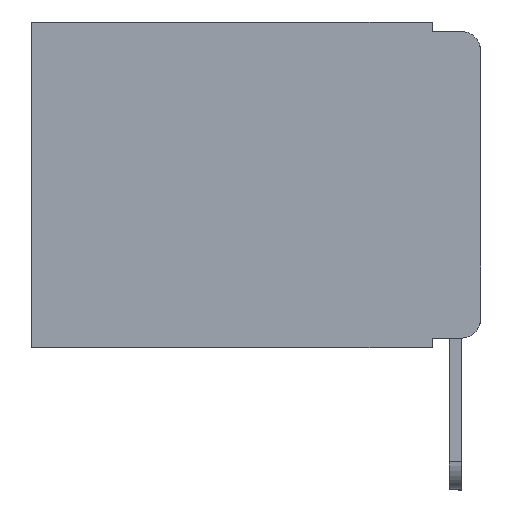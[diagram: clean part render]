
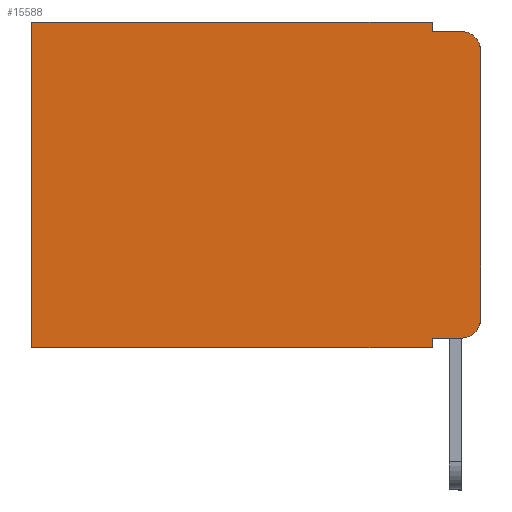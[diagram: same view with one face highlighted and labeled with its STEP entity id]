
A CAD part, left-side view. The second image highlights one B-rep face of the part: STEP entity #15588.
In plain terms, the highlighted planar face has unit normal (-1, 0, 0).
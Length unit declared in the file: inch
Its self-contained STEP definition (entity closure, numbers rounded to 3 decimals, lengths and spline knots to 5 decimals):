
#66 = ORIENTED_EDGE ( 'NONE', *, *, #13483, .T. ) ;
#120 = VECTOR ( 'NONE', #17152, 39.37008 ) ;
#128 = DIRECTION ( 'NONE',  ( -1., 0., 0. ) ) ;
#333 = VECTOR ( 'NONE', #6216, 39.37008 ) ;
#785 = CARTESIAN_POINT ( 'NONE',  ( 0.298, 0., 0. ) ) ;
#808 = CARTESIAN_POINT ( 'NONE',  ( 0.298, 0.02, -0.01 ) ) ;
#1308 = CARTESIAN_POINT ( 'NONE',  ( 0.298, 0.051, -0.01 ) ) ;
#1496 = DIRECTION ( 'NONE',  ( 0., 0., -1. ) ) ;
#1632 = CARTESIAN_POINT ( 'NONE',  ( 0.298, 0.02, -0.03 ) ) ;
#1656 = LINE ( 'NONE', #3377, #18742 ) ;
#1733 = DIRECTION ( 'NONE',  ( 0., 0., -1. ) ) ;
#2100 = CARTESIAN_POINT ( 'NONE',  ( 0.298, 0., -0.03 ) ) ;
#2141 = CARTESIAN_POINT ( 'NONE',  ( 0.298, 0.051, -0.333 ) ) ;
#2183 = LINE ( 'NONE', #785, #3390 ) ;
#2442 = EDGE_CURVE ( 'NONE', #4525, #7334, #6201, .T. ) ;
#2862 = LINE ( 'NONE', #9547, #333 ) ;
#3377 = CARTESIAN_POINT ( 'NONE',  ( 0.298, 0., -0.343 ) ) ;
#3390 = VECTOR ( 'NONE', #20607, 39.37008 ) ;
#3415 = VERTEX_POINT ( 'NONE', #2100 ) ;
#3730 = ORIENTED_EDGE ( 'NONE', *, *, #4659, .F. ) ;
#3953 = CARTESIAN_POINT ( 'NONE',  ( 0.298, 0., 0. ) ) ;
#4056 = CARTESIAN_POINT ( 'NONE',  ( 0.298, 0.051, -0.343 ) ) ;
#4451 = VECTOR ( 'NONE', #17876, 39.37008 ) ;
#4525 = VERTEX_POINT ( 'NONE', #14165 ) ;
#4659 = EDGE_CURVE ( 'NONE', #10751, #19300, #1656, .T. ) ;
#5008 = CARTESIAN_POINT ( 'NONE',  ( 0.298, 0.051, 0. ) ) ;
#5214 = CARTESIAN_POINT ( 'NONE',  ( 0.298, 0.473, 0. ) ) ;
#5253 = EDGE_CURVE ( 'NONE', #15854, #11778, #16812, .T. ) ;
#5697 = VECTOR ( 'NONE', #18625, 39.37008 ) ;
#6201 = CIRCLE ( 'NONE', #15128, 0.02 ) ;
#6216 = DIRECTION ( 'NONE',  ( 0., -1., 0. ) ) ;
#6460 = EDGE_CURVE ( 'NONE', #3415, #17082, #19506, .T. ) ;
#7071 = DIRECTION ( 'NONE',  ( 0., 1., 0. ) ) ;
#7334 = VERTEX_POINT ( 'NONE', #19975 ) ;
#7631 = ORIENTED_EDGE ( 'NONE', *, *, #5253, .F. ) ;
#8083 = AXIS2_PLACEMENT_3D ( 'NONE', #20527, #10630, #15374 ) ;
#8084 = ORIENTED_EDGE ( 'NONE', *, *, #18799, .F. ) ;
#8086 = EDGE_CURVE ( 'NONE', #13811, #10751, #13123, .T. ) ;
#8275 = CARTESIAN_POINT ( 'NONE',  ( 0.298, 0.051, 0. ) ) ;
#8600 = LINE ( 'NONE', #3953, #10250 ) ;
#8912 = EDGE_CURVE ( 'NONE', #15854, #12821, #8600, .T. ) ;
#9390 = ORIENTED_EDGE ( 'NONE', *, *, #19816, .T. ) ;
#9547 = CARTESIAN_POINT ( 'NONE',  ( 0.298, 0.051, -0.333 ) ) ;
#10215 = ORIENTED_EDGE ( 'NONE', *, *, #8912, .T. ) ;
#10250 = VECTOR ( 'NONE', #7071, 39.37008 ) ;
#10630 = DIRECTION ( 'NONE',  ( 1., 0., 0. ) ) ;
#10751 = VERTEX_POINT ( 'NONE', #4056 ) ;
#11447 = EDGE_LOOP ( 'NONE', ( #8084, #16450, #16035, #7631, #10215, #66, #3730, #18637, #9390, #18401 ) ) ;
#11778 = VERTEX_POINT ( 'NONE', #1308 ) ;
#11972 = LINE ( 'NONE', #15304, #120 ) ;
#12056 = CARTESIAN_POINT ( 'NONE',  ( 0.298, 0.051, 0. ) ) ;
#12236 = PLANE ( 'NONE',  #8083 ) ;
#12821 = VERTEX_POINT ( 'NONE', #5214 ) ;
#12847 = DIRECTION ( 'NONE',  ( 0., 0., -1. ) ) ;
#12983 = AXIS2_PLACEMENT_3D ( 'NONE', #1632, #14783, #1733 ) ;
#13016 = CARTESIAN_POINT ( 'NONE',  ( 0.298, 0.473, -0.343 ) ) ;
#13071 = DIRECTION ( 'NONE',  ( 0., 1., 0. ) ) ;
#13123 = LINE ( 'NONE', #8275, #20534 ) ;
#13483 = EDGE_CURVE ( 'NONE', #12821, #19300, #11972, .T. ) ;
#13811 = VERTEX_POINT ( 'NONE', #2141 ) ;
#14165 = CARTESIAN_POINT ( 'NONE',  ( 0.298, 0.02, -0.333 ) ) ;
#14783 = DIRECTION ( 'NONE',  ( -1., 0., 0. ) ) ;
#14886 = CARTESIAN_POINT ( 'NONE',  ( 0.298, 0.02, -0.313 ) ) ;
#15128 = AXIS2_PLACEMENT_3D ( 'NONE', #14886, #128, #12847 ) ;
#15304 = CARTESIAN_POINT ( 'NONE',  ( 0.298, 0.473, 0. ) ) ;
#15374 = DIRECTION ( 'NONE',  ( 0., 0., -1. ) ) ;
#15577 = FACE_OUTER_BOUND ( 'NONE', #11447, .T. ) ;
#15588 = ADVANCED_FACE ( 'NONE', ( #15577 ), #12236, .F. ) ;
#15854 = VERTEX_POINT ( 'NONE', #5008 ) ;
#16035 = ORIENTED_EDGE ( 'NONE', *, *, #19423, .F. ) ;
#16450 = ORIENTED_EDGE ( 'NONE', *, *, #6460, .T. ) ;
#16812 = LINE ( 'NONE', #12056, #5697 ) ;
#17082 = VERTEX_POINT ( 'NONE', #808 ) ;
#17152 = DIRECTION ( 'NONE',  ( 0., 0., -1. ) ) ;
#17876 = DIRECTION ( 'NONE',  ( 0., -1., 0. ) ) ;
#18177 = CARTESIAN_POINT ( 'NONE',  ( 0.298, 0.051, -0.01 ) ) ;
#18401 = ORIENTED_EDGE ( 'NONE', *, *, #2442, .T. ) ;
#18625 = DIRECTION ( 'NONE',  ( 0., 0., -1. ) ) ;
#18637 = ORIENTED_EDGE ( 'NONE', *, *, #8086, .F. ) ;
#18742 = VECTOR ( 'NONE', #13071, 39.37008 ) ;
#18799 = EDGE_CURVE ( 'NONE', #3415, #7334, #2183, .T. ) ;
#19300 = VERTEX_POINT ( 'NONE', #13016 ) ;
#19423 = EDGE_CURVE ( 'NONE', #11778, #17082, #19767, .T. ) ;
#19506 = CIRCLE ( 'NONE', #12983, 0.02 ) ;
#19767 = LINE ( 'NONE', #18177, #4451 ) ;
#19816 = EDGE_CURVE ( 'NONE', #13811, #4525, #2862, .T. ) ;
#19975 = CARTESIAN_POINT ( 'NONE',  ( 0.298, 0., -0.313 ) ) ;
#20527 = CARTESIAN_POINT ( 'NONE',  ( 0.298, 0., 0. ) ) ;
#20534 = VECTOR ( 'NONE', #1496, 39.37008 ) ;
#20607 = DIRECTION ( 'NONE',  ( 0., 0., -1. ) ) ;
